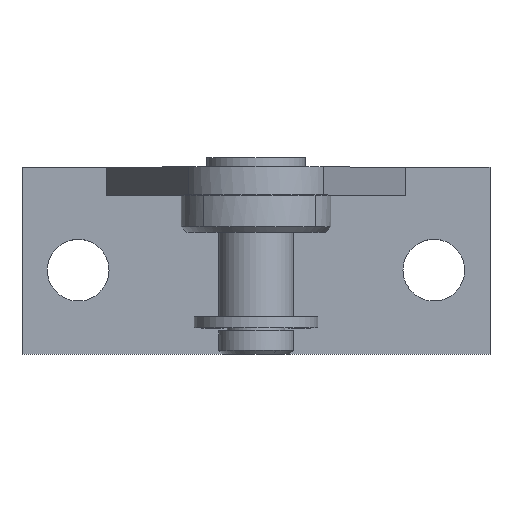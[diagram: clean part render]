
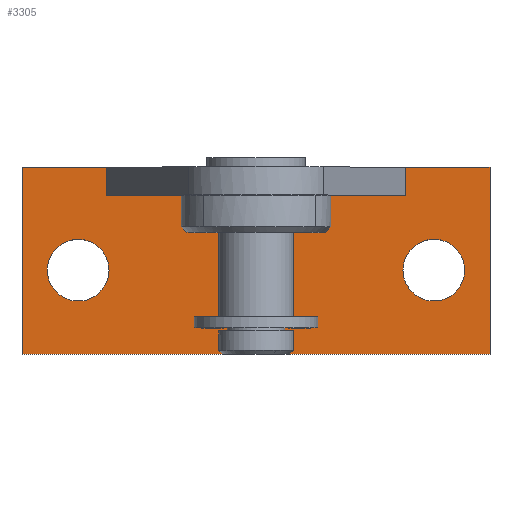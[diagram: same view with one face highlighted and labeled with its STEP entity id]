
A CAD part, top view. The second image highlights one B-rep face of the part: STEP entity #3305.
In plain terms, the highlighted free-form (B-spline) face has degree [1, 1] with [2, 2] control points.
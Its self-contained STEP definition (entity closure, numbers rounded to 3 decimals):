
#2439=CARTESIAN_POINT('',(-9.371,-3.855,1.5));
#2440=VERTEX_POINT('',#2439);
#2446=CARTESIAN_POINT('',(-11.15,-5.5,1.5));
#2447=VERTEX_POINT('',#2446);
#2448=CARTESIAN_POINT('',(-9.371,-3.855,1.5));
#2449=CARTESIAN_POINT('',(-9.435,-3.85,1.5));
#2450=CARTESIAN_POINT('',(-9.5,-3.85,1.5));
#2451=CARTESIAN_POINT('',(-11.15,-3.85,1.5));
#2452=CARTESIAN_POINT('',(-11.15,-5.5,1.5));
#2460=(BOUNDED_CURVE()B_SPLINE_CURVE(2,(#2448,#2449,#2450,#2451,#2452),.UNSPECIFIED.,.F.,.U.)B_SPLINE_CURVE_WITH_KNOTS((3,2,3),(0.736,0.75,1.0),.UNSPECIFIED.)CURVE()GEOMETRIC_REPRESENTATION_ITEM()RATIONAL_B_SPLINE_CURVE((0.97,0.984,1.0,0.707,1.0))REPRESENTATION_ITEM(''));
#2461=EDGE_CURVE('',#2440,#2447,#2460,.T.);
#2463=CARTESIAN_POINT('',(-9.629,-7.145,1.5));
#2464=VERTEX_POINT('',#2463);
#2465=CARTESIAN_POINT('',(-11.15,-5.5,1.5));
#2466=CARTESIAN_POINT('',(-11.15,-7.025,1.5));
#2467=CARTESIAN_POINT('',(-9.629,-7.145,1.5));
#2475=(BOUNDED_CURVE()B_SPLINE_CURVE(2,(#2465,#2466,#2467),.UNSPECIFIED.,.F.,.U.)B_SPLINE_CURVE_WITH_KNOTS((3,3),(0.0,0.236),.UNSPECIFIED.)CURVE()GEOMETRIC_REPRESENTATION_ITEM()RATIONAL_B_SPLINE_CURVE((1.0,0.723,0.97))REPRESENTATION_ITEM(''));
#2476=EDGE_CURVE('',#2447,#2464,#2475,.T.);
#2522=CARTESIAN_POINT('',(-7.85,-5.5,1.5));
#2523=VERTEX_POINT('',#2522);
#2524=CARTESIAN_POINT('',(-9.629,-7.145,1.5));
#2525=CARTESIAN_POINT('',(-9.565,-7.15,1.5));
#2526=CARTESIAN_POINT('',(-9.5,-7.15,1.5));
#2527=CARTESIAN_POINT('',(-7.85,-7.15,1.5));
#2528=CARTESIAN_POINT('',(-7.85,-5.5,1.5));
#2536=(BOUNDED_CURVE()B_SPLINE_CURVE(2,(#2524,#2525,#2526,#2527,#2528),.UNSPECIFIED.,.F.,.U.)B_SPLINE_CURVE_WITH_KNOTS((3,2,3),(0.236,0.25,0.5),.UNSPECIFIED.)CURVE()GEOMETRIC_REPRESENTATION_ITEM()RATIONAL_B_SPLINE_CURVE((0.97,0.984,1.0,0.707,1.0))REPRESENTATION_ITEM(''));
#2537=EDGE_CURVE('',#2464,#2523,#2536,.T.);
#2539=CARTESIAN_POINT('',(-7.85,-5.5,1.5));
#2540=CARTESIAN_POINT('',(-7.85,-3.975,1.5));
#2541=CARTESIAN_POINT('',(-9.371,-3.855,1.5));
#2549=(BOUNDED_CURVE()B_SPLINE_CURVE(2,(#2539,#2540,#2541),.UNSPECIFIED.,.F.,.U.)B_SPLINE_CURVE_WITH_KNOTS((3,3),(0.5,0.736),.UNSPECIFIED.)CURVE()GEOMETRIC_REPRESENTATION_ITEM()RATIONAL_B_SPLINE_CURVE((1.0,0.723,0.97))REPRESENTATION_ITEM(''));
#2550=EDGE_CURVE('',#2523,#2440,#2549,.T.);
#2621=CARTESIAN_POINT('',(9.629,-3.855,1.5));
#2622=VERTEX_POINT('',#2621);
#2628=CARTESIAN_POINT('',(7.85,-5.5,1.5));
#2629=VERTEX_POINT('',#2628);
#2630=CARTESIAN_POINT('',(9.629,-3.855,1.5));
#2631=CARTESIAN_POINT('',(9.565,-3.85,1.5));
#2632=CARTESIAN_POINT('',(9.5,-3.85,1.5));
#2633=CARTESIAN_POINT('',(7.85,-3.85,1.5));
#2634=CARTESIAN_POINT('',(7.85,-5.5,1.5));
#2642=(BOUNDED_CURVE()B_SPLINE_CURVE(2,(#2630,#2631,#2632,#2633,#2634),.UNSPECIFIED.,.F.,.U.)B_SPLINE_CURVE_WITH_KNOTS((3,2,3),(0.736,0.75,1.0),.UNSPECIFIED.)CURVE()GEOMETRIC_REPRESENTATION_ITEM()RATIONAL_B_SPLINE_CURVE((0.97,0.984,1.0,0.707,1.0))REPRESENTATION_ITEM(''));
#2643=EDGE_CURVE('',#2622,#2629,#2642,.T.);
#2645=CARTESIAN_POINT('',(9.371,-7.145,1.5));
#2646=VERTEX_POINT('',#2645);
#2647=CARTESIAN_POINT('',(7.85,-5.5,1.5));
#2648=CARTESIAN_POINT('',(7.85,-7.025,1.5));
#2649=CARTESIAN_POINT('',(9.371,-7.145,1.5));
#2657=(BOUNDED_CURVE()B_SPLINE_CURVE(2,(#2647,#2648,#2649),.UNSPECIFIED.,.F.,.U.)B_SPLINE_CURVE_WITH_KNOTS((3,3),(0.0,0.236),.UNSPECIFIED.)CURVE()GEOMETRIC_REPRESENTATION_ITEM()RATIONAL_B_SPLINE_CURVE((1.0,0.723,0.97))REPRESENTATION_ITEM(''));
#2658=EDGE_CURVE('',#2629,#2646,#2657,.T.);
#2704=CARTESIAN_POINT('',(11.15,-5.5,1.5));
#2705=VERTEX_POINT('',#2704);
#2706=CARTESIAN_POINT('',(9.371,-7.145,1.5));
#2707=CARTESIAN_POINT('',(9.435,-7.15,1.5));
#2708=CARTESIAN_POINT('',(9.5,-7.15,1.5));
#2709=CARTESIAN_POINT('',(11.15,-7.15,1.5));
#2710=CARTESIAN_POINT('',(11.15,-5.5,1.5));
#2718=(BOUNDED_CURVE()B_SPLINE_CURVE(2,(#2706,#2707,#2708,#2709,#2710),.UNSPECIFIED.,.F.,.U.)B_SPLINE_CURVE_WITH_KNOTS((3,2,3),(0.236,0.25,0.5),.UNSPECIFIED.)CURVE()GEOMETRIC_REPRESENTATION_ITEM()RATIONAL_B_SPLINE_CURVE((0.97,0.984,1.0,0.707,1.0))REPRESENTATION_ITEM(''));
#2719=EDGE_CURVE('',#2646,#2705,#2718,.T.);
#2721=CARTESIAN_POINT('',(11.15,-5.5,1.5));
#2722=CARTESIAN_POINT('',(11.15,-3.975,1.5));
#2723=CARTESIAN_POINT('',(9.629,-3.855,1.5));
#2731=(BOUNDED_CURVE()B_SPLINE_CURVE(2,(#2721,#2722,#2723),.UNSPECIFIED.,.F.,.U.)B_SPLINE_CURVE_WITH_KNOTS((3,3),(0.5,0.736),.UNSPECIFIED.)CURVE()GEOMETRIC_REPRESENTATION_ITEM()RATIONAL_B_SPLINE_CURVE((1.0,0.723,0.97))REPRESENTATION_ITEM(''));
#2732=EDGE_CURVE('',#2705,#2622,#2731,.T.);
#3041=CARTESIAN_POINT('',(-8.,-1.5,1.5));
#3042=VERTEX_POINT('',#3041);
#3048=CARTESIAN_POINT('',(8.,-1.5,1.5));
#3049=VERTEX_POINT('',#3048);
#3050=CARTESIAN_POINT('',(-8.,-1.5,1.5));
#3051=CARTESIAN_POINT('',(8.,-1.5,1.5));
#3052=QUASI_UNIFORM_CURVE('',1,(#3050,#3051),.UNSPECIFIED.,.F.,.U.);
#3053=EDGE_CURVE('',#3042,#3049,#3052,.T.);
#3141=CARTESIAN_POINT('',(8.,0.0,1.5));
#3142=VERTEX_POINT('',#3141);
#3150=CARTESIAN_POINT('',(8.,-1.5,1.5));
#3151=CARTESIAN_POINT('',(8.,0.0,1.5));
#3152=QUASI_UNIFORM_CURVE('',1,(#3150,#3151),.UNSPECIFIED.,.F.,.U.);
#3153=EDGE_CURVE('',#3049,#3142,#3152,.T.);
#3165=CARTESIAN_POINT('',(-8.,0.0,1.5));
#3166=VERTEX_POINT('',#3165);
#3172=CARTESIAN_POINT('',(-8.,-1.5,1.5));
#3173=CARTESIAN_POINT('',(-8.,0.0,1.5));
#3174=QUASI_UNIFORM_CURVE('',1,(#3172,#3173),.UNSPECIFIED.,.F.,.U.);
#3175=EDGE_CURVE('',#3042,#3166,#3174,.T.);
#3250=CARTESIAN_POINT('',(-13.749,0.499,1.5));
#3251=CARTESIAN_POINT('',(13.749,0.499,1.5));
#3252=CARTESIAN_POINT('',(-13.749,-10.5,1.5));
#3253=CARTESIAN_POINT('',(13.749,-10.5,1.5));
#3254=B_SPLINE_SURFACE_WITH_KNOTS('',1,1,((#3250,#3252),(#3251,#3253)),.UNSPECIFIED.,.F.,.F.,.U.,(2,2),(2,2),(0.0,27.497),(0.0,10.999),.UNSPECIFIED.);
#3255=ORIENTED_EDGE('',*,*,#3153,.F.);
#3256=ORIENTED_EDGE('',*,*,#3053,.F.);
#3257=ORIENTED_EDGE('',*,*,#3175,.T.);
#3258=CARTESIAN_POINT('',(-12.5,0.0,1.5));
#3259=VERTEX_POINT('',#3258);
#3260=CARTESIAN_POINT('',(-8.,0.0,1.5));
#3261=CARTESIAN_POINT('',(-12.5,0.0,1.5));
#3262=QUASI_UNIFORM_CURVE('',1,(#3260,#3261),.UNSPECIFIED.,.F.,.U.);
#3263=EDGE_CURVE('',#3166,#3259,#3262,.T.);
#3264=ORIENTED_EDGE('',*,*,#3263,.T.);
#3265=CARTESIAN_POINT('',(-12.5,-10.0,1.5));
#3266=VERTEX_POINT('',#3265);
#3267=CARTESIAN_POINT('',(-12.5,0.0,1.5));
#3268=CARTESIAN_POINT('',(-12.5,-10.0,1.5));
#3269=QUASI_UNIFORM_CURVE('',1,(#3267,#3268),.UNSPECIFIED.,.F.,.U.);
#3270=EDGE_CURVE('',#3259,#3266,#3269,.T.);
#3271=ORIENTED_EDGE('',*,*,#3270,.T.);
#3272=CARTESIAN_POINT('',(12.5,-10.0,1.5));
#3273=VERTEX_POINT('',#3272);
#3274=CARTESIAN_POINT('',(-12.5,-10.0,1.5));
#3275=CARTESIAN_POINT('',(12.5,-10.0,1.5));
#3276=QUASI_UNIFORM_CURVE('',1,(#3274,#3275),.UNSPECIFIED.,.F.,.U.);
#3277=EDGE_CURVE('',#3266,#3273,#3276,.T.);
#3278=ORIENTED_EDGE('',*,*,#3277,.T.);
#3279=CARTESIAN_POINT('',(12.5,0.0,1.5));
#3280=VERTEX_POINT('',#3279);
#3281=CARTESIAN_POINT('',(12.5,-10.0,1.5));
#3282=CARTESIAN_POINT('',(12.5,0.0,1.5));
#3283=QUASI_UNIFORM_CURVE('',1,(#3281,#3282),.UNSPECIFIED.,.F.,.U.);
#3284=EDGE_CURVE('',#3273,#3280,#3283,.T.);
#3285=ORIENTED_EDGE('',*,*,#3284,.T.);
#3286=CARTESIAN_POINT('',(12.5,0.0,1.5));
#3287=CARTESIAN_POINT('',(8.,0.0,1.5));
#3288=QUASI_UNIFORM_CURVE('',1,(#3286,#3287),.UNSPECIFIED.,.F.,.U.);
#3289=EDGE_CURVE('',#3280,#3142,#3288,.T.);
#3290=ORIENTED_EDGE('',*,*,#3289,.T.);
#3291=EDGE_LOOP('',(#3255,#3256,#3257,#3264,#3271,#3278,#3285,#3290));
#3292=FACE_OUTER_BOUND('',#3291,.T.);
#3293=ORIENTED_EDGE('',*,*,#2732,.F.);
#3294=ORIENTED_EDGE('',*,*,#2719,.F.);
#3295=ORIENTED_EDGE('',*,*,#2658,.F.);
#3296=ORIENTED_EDGE('',*,*,#2643,.F.);
#3297=EDGE_LOOP('',(#3293,#3294,#3295,#3296));
#3298=FACE_BOUND('',#3297,.T.);
#3299=ORIENTED_EDGE('',*,*,#2550,.F.);
#3300=ORIENTED_EDGE('',*,*,#2537,.F.);
#3301=ORIENTED_EDGE('',*,*,#2476,.F.);
#3302=ORIENTED_EDGE('',*,*,#2461,.F.);
#3303=EDGE_LOOP('',(#3299,#3300,#3301,#3302));
#3304=FACE_BOUND('',#3303,.T.);
#3305=ADVANCED_FACE('',(#3292,#3298,#3304),#3254,.F.);
